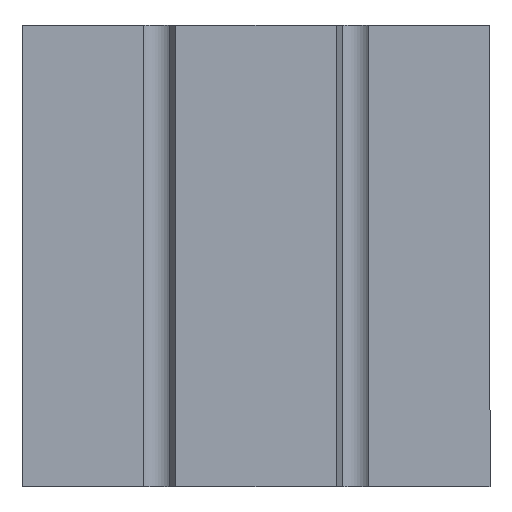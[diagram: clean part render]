
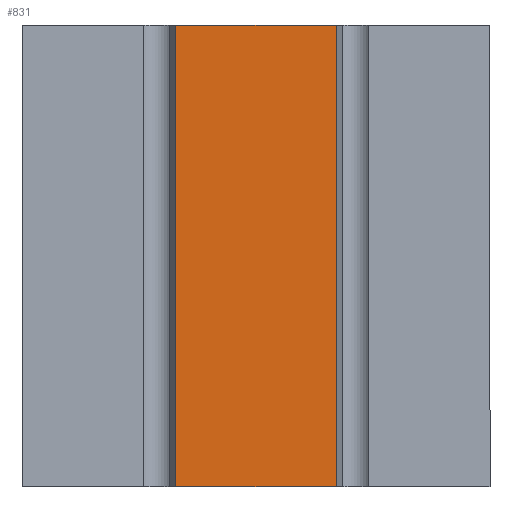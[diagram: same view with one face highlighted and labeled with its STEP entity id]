
A CAD part, front view. The second image highlights one B-rep face of the part: STEP entity #831.
In plain terms, the highlighted planar face has unit normal (0, -1, 0).
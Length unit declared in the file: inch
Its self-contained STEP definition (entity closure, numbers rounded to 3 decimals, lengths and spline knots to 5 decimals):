
#49=LINE('',#1332,#127);
#59=LINE('',#1351,#137);
#60=LINE('',#1354,#138);
#61=LINE('',#1355,#139);
#127=VECTOR('',#1004,0.13);
#137=VECTOR('',#1020,0.375);
#138=VECTOR('',#1023,0.13);
#139=VECTOR('',#1024,0.375);
#198=PLANE('',#893);
#269=FACE_OUTER_BOUND('',#323,.T.);
#323=EDGE_LOOP('',(#637,#638,#639,#640));
#416=VERTEX_POINT('',#1329);
#417=VERTEX_POINT('',#1331);
#423=VERTEX_POINT('',#1349);
#424=VERTEX_POINT('',#1353);
#498=EDGE_CURVE('',#416,#417,#49,.T.);
#509=EDGE_CURVE('',#423,#416,#59,.T.);
#510=EDGE_CURVE('',#424,#423,#60,.T.);
#511=EDGE_CURVE('',#417,#424,#61,.T.);
#637=ORIENTED_EDGE('',*,*,#509,.F.);
#638=ORIENTED_EDGE('',*,*,#510,.F.);
#639=ORIENTED_EDGE('',*,*,#511,.F.);
#640=ORIENTED_EDGE('',*,*,#498,.F.);
#831=ADVANCED_FACE('',(#269),#198,.T.);
#893=AXIS2_PLACEMENT_3D('',#1352,#1021,#1022);
#1004=DIRECTION('',(1.,0.,0.));
#1020=DIRECTION('',(0.,0.,1.));
#1021=DIRECTION('center_axis',(0.,-1.,0.));
#1022=DIRECTION('ref_axis',(1.,0.,0.));
#1023=DIRECTION('',(-1.,0.,0.));
#1024=DIRECTION('',(0.,0.,-1.));
#1329=CARTESIAN_POINT('',(-0.065,-0.375,0.375));
#1331=CARTESIAN_POINT('',(0.065,-0.375,0.375));
#1332=CARTESIAN_POINT('',(0.07,-0.375,0.375));
#1349=CARTESIAN_POINT('',(-0.065,-0.375,0.));
#1351=CARTESIAN_POINT('',(-0.065,-0.375,0.));
#1352=CARTESIAN_POINT('Origin',(-0.07,-0.375,0.));
#1353=CARTESIAN_POINT('',(0.065,-0.375,0.));
#1354=CARTESIAN_POINT('',(0.07,-0.375,0.));
#1355=CARTESIAN_POINT('',(0.065,-0.375,0.));
